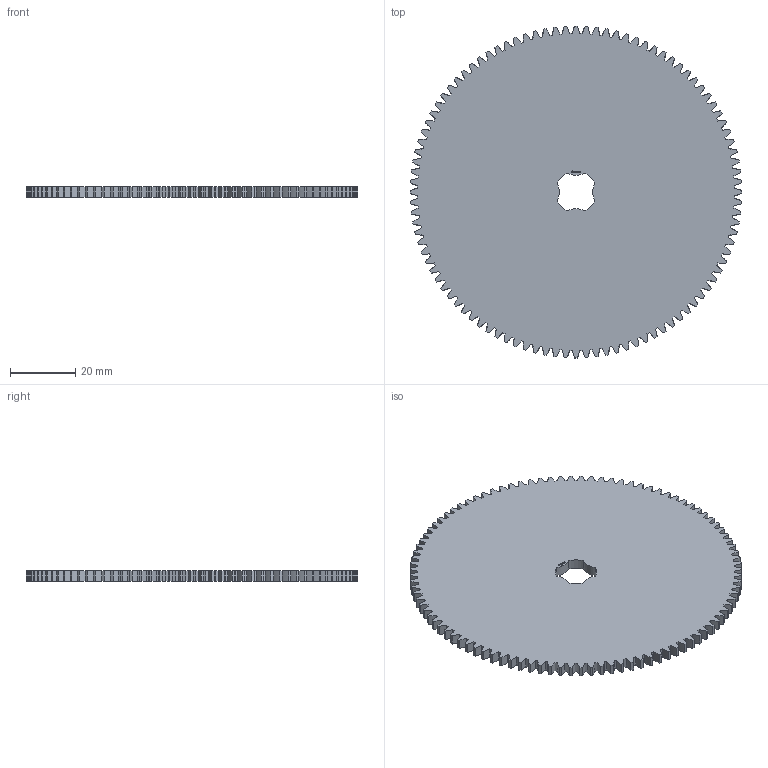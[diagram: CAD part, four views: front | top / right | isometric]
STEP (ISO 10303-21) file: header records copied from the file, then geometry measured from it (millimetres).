
FILE_DESCRIPTION(('FreeCAD Model'),'2;1');
FILE_NAME('Open CASCADE Shape Model','2024-03-11T23:54:25',(''),(''), 'Open CASCADE STEP processor 7.6','FreeCAD','Unknown');
FILE_SCHEMA(('AUTOMOTIVE_DESIGN { 1 0 10303 214 1 1 1 1 }'));
Products named in the file (1): Gear Wheel PLN TTH100 BU00.25 SFT-SHD - SPN-GWH-0377 (stemfie.org)
Bounding box: 102 x 102 x 3.12 mm (x, y, z)
Volume: 24133.1 mm3; surface area: 17547.6 mm2
Topology: 1 solids, 1 shells, 855 faces, 2472 edges, 1648 vertices
Faces by surface type: extrusion 524, plane 323, cylinder 8
Entity records: 84730 total; most frequent: CARTESIAN_POINT 33170, DIRECTION 6524, VECTOR 5812, LINE 5288, ORIENTED_EDGE 4944, PCURVE 4944, DEFINITIONAL_REPRESENTATION 4944, B_SPLINE_CURVE_WITH_KNOTS 2620
